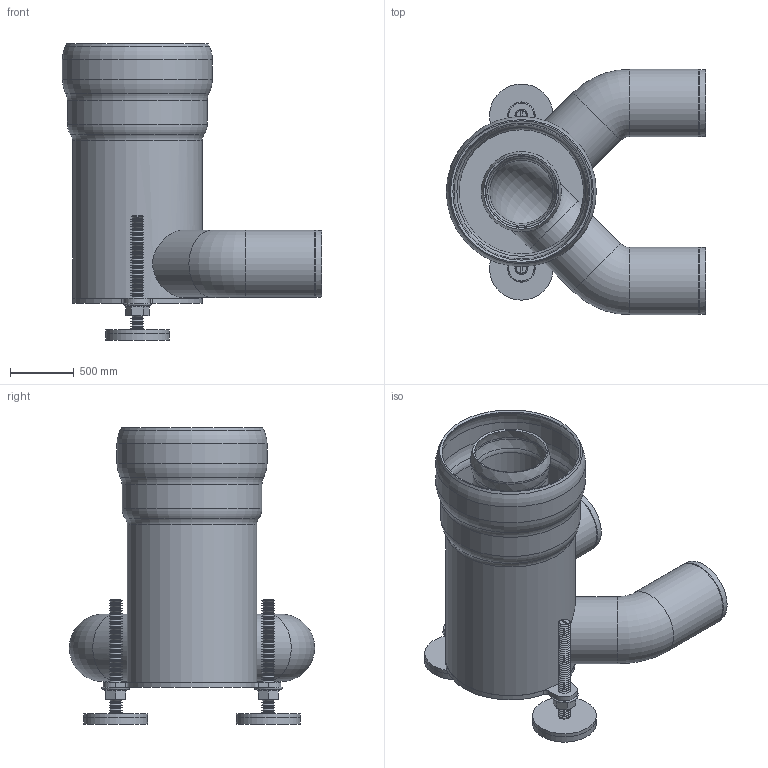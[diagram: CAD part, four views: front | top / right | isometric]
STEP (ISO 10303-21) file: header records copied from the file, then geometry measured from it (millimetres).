
FILE_DESCRIPTION(/* description */ (''),/* implementation_level */ '2;1');
FILE_NAME(/* name */ '13240.DBBX_3D.stp',/* time_stamp */ '2024-12-11T14:44:40+01:00',/* author */ ('CAD'),/* organization */ (''),/* preprocessor_version */ 'ST-DEVELOPER v20',/* originating_system */ 'AutoCAD Mechanical',/* authorisation */ '');
FILE_SCHEMA (('AUTOMOTIVE_DESIGN { 1 0 10303 214 3 1 1 }'));
Length unit declared in the file: centimetre
Products named in the file (3): Product; *S1; STELLFUSS
Assembly tree (3 placements, depth 2):
  Product
    *S1
    STELLFUSS  x2
Bounding box: 2040 x 1930 x 2330 mm (x, y, z)
Volume: 322835074 mm3; surface area: 33075455 mm2
Topology: 16 solids, 16 shells, 329 faces, 715 edges, 418 vertices
Faces by surface type: cone 208, plane 51, cylinder 38, torus 28, bspline 4
Full cylindrical faces by diameter (mm): 83.76 x2, 100 x2, 500 x9, 530 x6, 560 x1, 590 x1, 600 x1, 630 x1, 980 x1, 1020 x1, 1060 x1, 1100 x1, 1140 x1, 1180 x1
Entity records: 6990 total; most frequent: CARTESIAN_POINT 1758, DIRECTION 1186, ORIENTED_EDGE 1016, EDGE_CURVE 508, AXIS2_PLACEMENT_3D 508, VERTEX_POINT 304, CIRCLE 280, EDGE_LOOP 242
